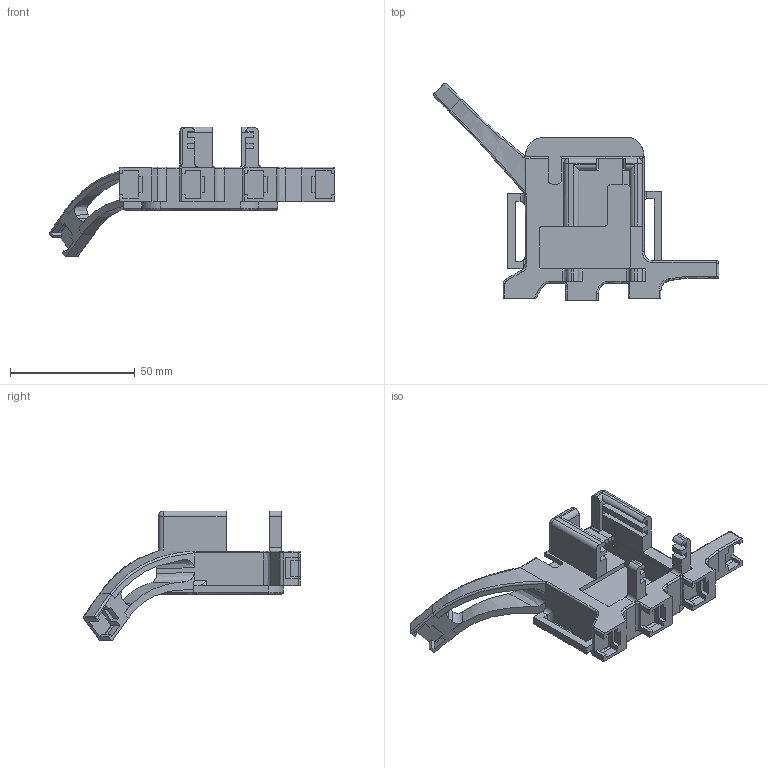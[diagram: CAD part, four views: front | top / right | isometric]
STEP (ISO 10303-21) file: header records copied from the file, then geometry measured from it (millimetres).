
FILE_DESCRIPTION(/* description */ ('','CAx-IF Rec.Pracs.---Representation and Presentation of Product Manufacturing Information (PMI)---4.0---2014-10-13'),/* implementation_level */ '2;1');
FILE_NAME(/* name */ 'Palm_1.step',/* time_stamp */ '2025-02-11T18:18:19+08:00',/* author */ (''),/* organization */ (''),/* preprocessor_version */ 'ST-DEVELOPER v20',/* originating_system */ 'Autodesk Translation Framework v13.20.0.188',/* authorisation */ '');
FILE_SCHEMA (('AP242_MANAGED_MODEL_BASED_3D_ENGINEERING_MIM_LF { 1 0 10303 442 1 1 4 }'));
Length unit declared in the file: millimetre
Products named in the file (1): 外壳左
Bounding box: 114.2 x 87.02 x 51.95 mm (x, y, z)
Volume: 26958.5 mm3; surface area: 22567.2 mm2
Topology: 1 solids, 1 shells, 392 faces, 1114 edges, 719 vertices
Faces by surface type: plane 256, bspline 87, cylinder 47, sphere 2
Entity records: 16067 total; most frequent: CARTESIAN_POINT 6634, ORIENTED_EDGE 2226, DIRECTION 1520, EDGE_CURVE 1113, LINE 732, VECTOR 732, VERTEX_POINT 719, EDGE_LOOP 394
